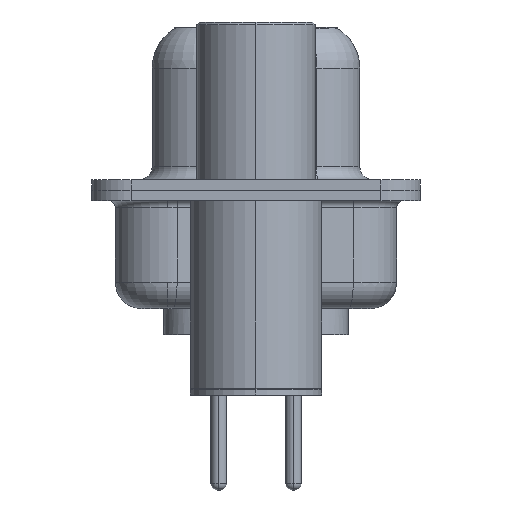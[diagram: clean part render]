
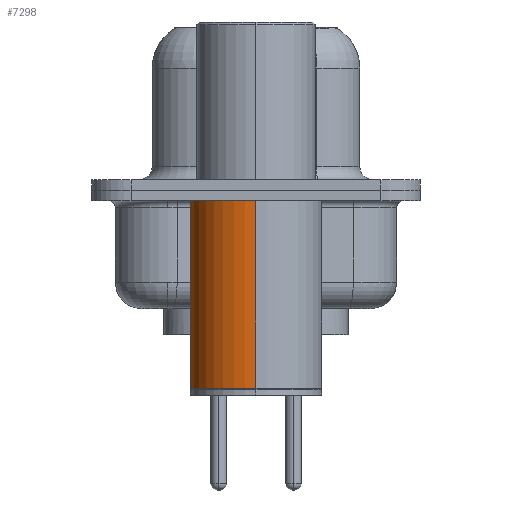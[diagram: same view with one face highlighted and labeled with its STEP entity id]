
A CAD part, left-side view. The second image highlights one B-rep face of the part: STEP entity #7298.
In plain terms, the highlighted cylindrical face has radius 2.5 mm (diameter 5 mm), a partial arc.
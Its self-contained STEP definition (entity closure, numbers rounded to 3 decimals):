
#907 = EDGE_CURVE ( 'NONE', #17137, #7983, #17805, .T. ) ;
#967 = ORIENTED_EDGE ( 'NONE', *, *, #19293, .F. ) ;
#1373 = DIRECTION ( 'NONE',  ( 0., 0., 1. ) ) ;
#1663 = DIRECTION ( 'NONE',  ( 1., 0., 0. ) ) ;
#3509 = ORIENTED_EDGE ( 'NONE', *, *, #13059, .T. ) ;
#3519 = CARTESIAN_POINT ( 'NONE',  ( 2.5, 0., -7.525 ) ) ;
#3584 = ORIENTED_EDGE ( 'NONE', *, *, #907, .F. ) ;
#3645 = DIRECTION ( 'NONE',  ( 1., 0., 0. ) ) ;
#3885 = AXIS2_PLACEMENT_3D ( 'NONE', #11018, #8747, #1663 ) ;
#4982 = DIRECTION ( 'NONE',  ( 0., 0., 1. ) ) ;
#5469 = EDGE_CURVE ( 'NONE', #17137, #6852, #12302, .T. ) ;
#6852 = VERTEX_POINT ( 'NONE', #12057 ) ;
#7191 = FACE_OUTER_BOUND ( 'NONE', #13483, .T. ) ;
#7298 = ADVANCED_FACE ( 'NONE', ( #7191 ), #12472, .T. ) ;
#7983 = VERTEX_POINT ( 'NONE', #20210 ) ;
#8212 = VECTOR ( 'NONE', #23146, 1000. ) ;
#8747 = DIRECTION ( 'NONE',  ( 0., 0., 1. ) ) ;
#9543 = CARTESIAN_POINT ( 'NONE',  ( 0., 0., -0.4 ) ) ;
#10389 = AXIS2_PLACEMENT_3D ( 'NONE', #21432, #4982, #21196 ) ;
#11018 = CARTESIAN_POINT ( 'NONE',  ( 0., 0., 0.581 ) ) ;
#12057 = CARTESIAN_POINT ( 'NONE',  ( -2.5, 0., -7.525 ) ) ;
#12302 = CIRCLE ( 'NONE', #10389, 2.5 ) ;
#12472 = CYLINDRICAL_SURFACE ( 'NONE', #3885, 2.5 ) ;
#12812 = CIRCLE ( 'NONE', #21977, 2.5 ) ;
#13059 = EDGE_CURVE ( 'NONE', #6852, #23405, #19887, .T. ) ;
#13483 = EDGE_LOOP ( 'NONE', ( #20880, #3509, #967, #3584 ) ) ;
#17137 = VERTEX_POINT ( 'NONE', #3519 ) ;
#17805 = LINE ( 'NONE', #20062, #22882 ) ;
#18189 = CARTESIAN_POINT ( 'NONE',  ( -2.5, 0., -0.4 ) ) ;
#18295 = DIRECTION ( 'NONE',  ( 0., 0., 1. ) ) ;
#19293 = EDGE_CURVE ( 'NONE', #7983, #23405, #12812, .T. ) ;
#19534 = CARTESIAN_POINT ( 'NONE',  ( -2.5, 0., 0.581 ) ) ;
#19887 = LINE ( 'NONE', #19534, #8212 ) ;
#20062 = CARTESIAN_POINT ( 'NONE',  ( 2.5, 0., 0.581 ) ) ;
#20210 = CARTESIAN_POINT ( 'NONE',  ( 2.5, 0., -0.4 ) ) ;
#20880 = ORIENTED_EDGE ( 'NONE', *, *, #5469, .T. ) ;
#21196 = DIRECTION ( 'NONE',  ( 1., 0., 0. ) ) ;
#21432 = CARTESIAN_POINT ( 'NONE',  ( 0., 0., -7.525 ) ) ;
#21977 = AXIS2_PLACEMENT_3D ( 'NONE', #9543, #18295, #3645 ) ;
#22882 = VECTOR ( 'NONE', #1373, 1000. ) ;
#23146 = DIRECTION ( 'NONE',  ( 0., 0., 1. ) ) ;
#23405 = VERTEX_POINT ( 'NONE', #18189 ) ;
